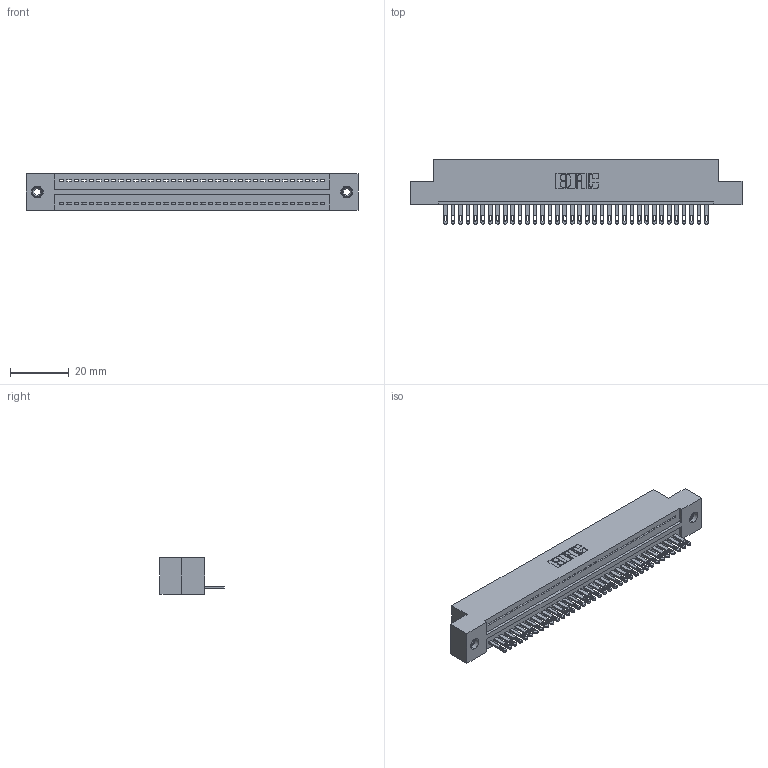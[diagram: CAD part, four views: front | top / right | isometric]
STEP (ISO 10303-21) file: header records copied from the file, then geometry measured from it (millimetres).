
FILE_DESCRIPTION (( 'STEP AP203' ), '1' );
FILE_NAME ('325-036-500-108.STEP', '2020-02-24T20:22:28', ( '' ), ( '' ), 'SwSTEP 2.0', 'SolidWorks 2016', '' );
FILE_SCHEMA (( 'CONFIG_CONTROL_DESIGN' ));
Length unit declared in the file: inch
Products named in the file (4): 325-036-500-108; 325-292-001_325-293-100; 325 Part_TI; 345-250-001_345-250-003-102
Assembly tree (39 placements, depth 2):
  325-036-500-108
    325 Part_TI
    325-292-001_325-293-100  x36
    345-250-001_345-250-003-102  x2
Bounding box: 113.16 x 21.84 x 12.45 mm (x, y, z)
Volume: 14333.9 mm3; surface area: 15657.8 mm2
Topology: 39 solids, 39 shells, 2118 faces, 6495 edges, 4322 vertices
Faces by surface type: plane 1398, cylinder 704, cone 12, torus 4
Entity records: 23900 total; most frequent: CARTESIAN_POINT 4105, ORIENTED_EDGE 4070, DIRECTION 3509, EDGE_CURVE 2035, VECTOR 1883, LINE 1883, VERTEX_POINT 1352, AXIS2_PLACEMENT_3D 813
